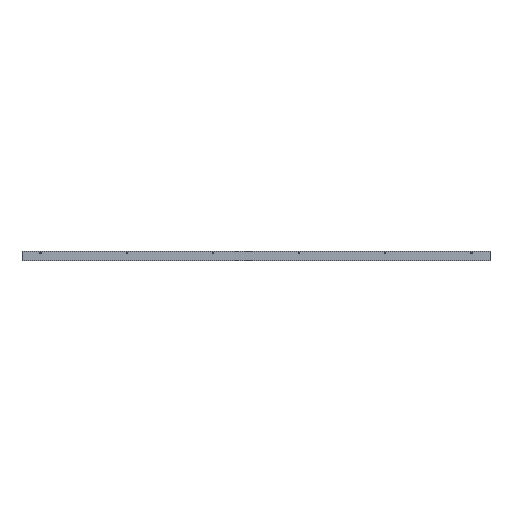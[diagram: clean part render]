
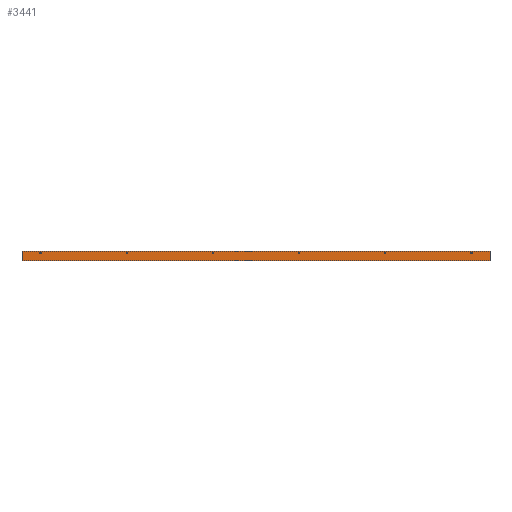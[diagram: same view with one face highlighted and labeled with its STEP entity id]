
A CAD part, left-side view. The second image highlights one B-rep face of the part: STEP entity #3441.
In plain terms, the highlighted planar face has unit normal (-1, 0, 0).
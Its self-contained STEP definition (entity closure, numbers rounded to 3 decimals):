
#27 = CARTESIAN_POINT ( 'NONE',  ( -91., 306., -3. ) ) ;
#77 = DIRECTION ( 'NONE',  ( 0., 0., 1. ) ) ;
#252 = DIRECTION ( 'NONE',  ( 0., -1., 0. ) ) ;
#270 = CARTESIAN_POINT ( 'NONE',  ( -91., 750., -15. ) ) ;
#483 = DIRECTION ( 'NONE',  ( 0., 0., 1. ) ) ;
#500 = CARTESIAN_POINT ( 'NONE',  ( -91., 0., -15. ) ) ;
#583 = CIRCLE ( 'NONE', #12256, 1.25 ) ;
#633 = DIRECTION ( 'NONE',  ( 0., 0., 1. ) ) ;
#672 = EDGE_CURVE ( 'NONE', #4217, #9542, #6455, .T. ) ;
#803 = CARTESIAN_POINT ( 'NONE',  ( -91., 30., -3. ) ) ;
#1015 = EDGE_CURVE ( 'NONE', #7862, #8147, #1959, .T. ) ;
#1450 = DIRECTION ( 'NONE',  ( -1., 0., 0. ) ) ;
#1462 = EDGE_LOOP ( 'NONE', ( #12272, #6917, #6324, #13971 ) ) ;
#1527 = VECTOR ( 'NONE', #77, 1000. ) ;
#1580 = EDGE_LOOP ( 'NONE', ( #5158, #16332 ) ) ;
#1699 = CIRCLE ( 'NONE', #14778, 1.25 ) ;
#1746 = FACE_BOUND ( 'NONE', #1580, .T. ) ;
#1821 = CARTESIAN_POINT ( 'NONE',  ( -91., 750., -15. ) ) ;
#1959 = CIRCLE ( 'NONE', #3619, 1.25 ) ;
#2003 = LINE ( 'NONE', #1821, #12963 ) ;
#2092 = CARTESIAN_POINT ( 'NONE',  ( -91., 750., 0. ) ) ;
#2104 = AXIS2_PLACEMENT_3D ( 'NONE', #27, #5134, #14467 ) ;
#2364 = CIRCLE ( 'NONE', #2104, 1.25 ) ;
#2379 = AXIS2_PLACEMENT_3D ( 'NONE', #9734, #16110, #5462 ) ;
#2592 = CARTESIAN_POINT ( 'NONE',  ( -91., 720., -1.75 ) ) ;
#2626 = VECTOR ( 'NONE', #12291, 1000. ) ;
#2702 = DIRECTION ( 'NONE',  ( 0., 0., 1. ) ) ;
#2760 = EDGE_CURVE ( 'NONE', #9542, #4217, #7945, .T. ) ;
#2861 = AXIS2_PLACEMENT_3D ( 'NONE', #6012, #3409, #633 ) ;
#2882 = FACE_BOUND ( 'NONE', #7374, .T. ) ;
#2963 = FACE_BOUND ( 'NONE', #3310, .T. ) ;
#3046 = DIRECTION ( 'NONE',  ( 1., 0., 0. ) ) ;
#3128 = VERTEX_POINT ( 'NONE', #14768 ) ;
#3176 = EDGE_CURVE ( 'NONE', #15863, #7359, #11598, .T. ) ;
#3310 = EDGE_LOOP ( 'NONE', ( #8594, #4198 ) ) ;
#3409 = DIRECTION ( 'NONE',  ( -1., 0., 0. ) ) ;
#3441 = ADVANCED_FACE ( 'NONE', ( #5478, #5559, #2882, #14634, #6778, #1746, #2963 ), #5385, .F. ) ;
#3443 = CARTESIAN_POINT ( 'NONE',  ( -91., 582., -1.75 ) ) ;
#3619 = AXIS2_PLACEMENT_3D ( 'NONE', #7909, #9221, #2702 ) ;
#4198 = ORIENTED_EDGE ( 'NONE', *, *, #4827, .F. ) ;
#4217 = VERTEX_POINT ( 'NONE', #2592 ) ;
#4264 = DIRECTION ( 'NONE',  ( 0., 0., -1. ) ) ;
#4367 = EDGE_CURVE ( 'NONE', #6916, #3128, #8075, .T. ) ;
#4587 = VERTEX_POINT ( 'NONE', #5968 ) ;
#4610 = CARTESIAN_POINT ( 'NONE',  ( -91., 168., -3. ) ) ;
#4632 = CARTESIAN_POINT ( 'NONE',  ( -91., 750., -15. ) ) ;
#4750 = EDGE_LOOP ( 'NONE', ( #4832, #11581 ) ) ;
#4827 = EDGE_CURVE ( 'NONE', #8147, #7862, #5725, .T. ) ;
#4832 = ORIENTED_EDGE ( 'NONE', *, *, #3176, .F. ) ;
#4961 = VERTEX_POINT ( 'NONE', #15023 ) ;
#5134 = DIRECTION ( 'NONE',  ( -1., 0., 0. ) ) ;
#5158 = ORIENTED_EDGE ( 'NONE', *, *, #15884, .F. ) ;
#5298 = AXIS2_PLACEMENT_3D ( 'NONE', #803, #15081, #8801 ) ;
#5385 = PLANE ( 'NONE',  #14950 ) ;
#5462 = DIRECTION ( 'NONE',  ( 0., 0., 1. ) ) ;
#5478 = FACE_BOUND ( 'NONE', #13364, .T. ) ;
#5559 = FACE_BOUND ( 'NONE', #5614, .T. ) ;
#5614 = EDGE_LOOP ( 'NONE', ( #16788, #7139 ) ) ;
#5701 = DIRECTION ( 'NONE',  ( -1., 0., 0. ) ) ;
#5725 = CIRCLE ( 'NONE', #7671, 1.25 ) ;
#5726 = DIRECTION ( 'NONE',  ( 0., -1., 0. ) ) ;
#5968 = CARTESIAN_POINT ( 'NONE',  ( -91., 168., -4.25 ) ) ;
#6012 = CARTESIAN_POINT ( 'NONE',  ( -91., 720., -3. ) ) ;
#6237 = CARTESIAN_POINT ( 'NONE',  ( -91., 306., -1.75 ) ) ;
#6324 = ORIENTED_EDGE ( 'NONE', *, *, #13789, .F. ) ;
#6455 = CIRCLE ( 'NONE', #2861, 1.25 ) ;
#6459 = CARTESIAN_POINT ( 'NONE',  ( -91., 30., -4.25 ) ) ;
#6778 = FACE_OUTER_BOUND ( 'NONE', #1462, .T. ) ;
#6889 = ORIENTED_EDGE ( 'NONE', *, *, #9516, .F. ) ;
#6916 = VERTEX_POINT ( 'NONE', #2092 ) ;
#6917 = ORIENTED_EDGE ( 'NONE', *, *, #4367, .F. ) ;
#7015 = DIRECTION ( 'NONE',  ( 0., 0., 1. ) ) ;
#7130 = VERTEX_POINT ( 'NONE', #17156 ) ;
#7139 = ORIENTED_EDGE ( 'NONE', *, *, #16393, .F. ) ;
#7310 = VERTEX_POINT ( 'NONE', #3443 ) ;
#7330 = DIRECTION ( 'NONE',  ( -1., 0., 0. ) ) ;
#7359 = VERTEX_POINT ( 'NONE', #6459 ) ;
#7374 = EDGE_LOOP ( 'NONE', ( #6889, #15575 ) ) ;
#7476 = DIRECTION ( 'NONE',  ( -1., 0., 0. ) ) ;
#7671 = AXIS2_PLACEMENT_3D ( 'NONE', #9443, #1450, #12151 ) ;
#7862 = VERTEX_POINT ( 'NONE', #8268 ) ;
#7909 = CARTESIAN_POINT ( 'NONE',  ( -91., 444., -3. ) ) ;
#7945 = CIRCLE ( 'NONE', #16605, 1.25 ) ;
#8075 = LINE ( 'NONE', #11033, #11687 ) ;
#8147 = VERTEX_POINT ( 'NONE', #11498 ) ;
#8268 = CARTESIAN_POINT ( 'NONE',  ( -91., 444., -1.75 ) ) ;
#8309 = CARTESIAN_POINT ( 'NONE',  ( -91., 30., -3. ) ) ;
#8594 = ORIENTED_EDGE ( 'NONE', *, *, #1015, .F. ) ;
#8627 = LINE ( 'NONE', #4632, #2626 ) ;
#8726 = CARTESIAN_POINT ( 'NONE',  ( -91., 306., -3. ) ) ;
#8801 = DIRECTION ( 'NONE',  ( 0., 0., 1. ) ) ;
#8931 = CIRCLE ( 'NONE', #5298, 1.25 ) ;
#9005 = CARTESIAN_POINT ( 'NONE',  ( -91., 582., -3. ) ) ;
#9158 = EDGE_CURVE ( 'NONE', #4961, #14390, #9752, .T. ) ;
#9160 = ORIENTED_EDGE ( 'NONE', *, *, #2760, .F. ) ;
#9221 = DIRECTION ( 'NONE',  ( -1., 0., 0. ) ) ;
#9380 = AXIS2_PLACEMENT_3D ( 'NONE', #9005, #11787, #17118 ) ;
#9443 = CARTESIAN_POINT ( 'NONE',  ( -91., 444., -3. ) ) ;
#9516 = EDGE_CURVE ( 'NONE', #7130, #4587, #1699, .T. ) ;
#9542 = VERTEX_POINT ( 'NONE', #10902 ) ;
#9683 = EDGE_CURVE ( 'NONE', #7359, #15863, #8931, .T. ) ;
#9734 = CARTESIAN_POINT ( 'NONE',  ( -91., 582., -3. ) ) ;
#9752 = CIRCLE ( 'NONE', #11425, 1.25 ) ;
#9982 = VERTEX_POINT ( 'NONE', #11028 ) ;
#9991 = VERTEX_POINT ( 'NONE', #500 ) ;
#10286 = EDGE_CURVE ( 'NONE', #7310, #13294, #16909, .T. ) ;
#10606 = CARTESIAN_POINT ( 'NONE',  ( -91., 0., -15. ) ) ;
#10640 = DIRECTION ( 'NONE',  ( 0., 0., 1. ) ) ;
#10902 = CARTESIAN_POINT ( 'NONE',  ( -91., 720., -4.25 ) ) ;
#11028 = CARTESIAN_POINT ( 'NONE',  ( -91., 750., -15. ) ) ;
#11033 = CARTESIAN_POINT ( 'NONE',  ( -91., 750., 0. ) ) ;
#11334 = EDGE_CURVE ( 'NONE', #4587, #7130, #583, .T. ) ;
#11425 = AXIS2_PLACEMENT_3D ( 'NONE', #8726, #7330, #13790 ) ;
#11498 = CARTESIAN_POINT ( 'NONE',  ( -91., 444., -4.25 ) ) ;
#11559 = ORIENTED_EDGE ( 'NONE', *, *, #672, .F. ) ;
#11581 = ORIENTED_EDGE ( 'NONE', *, *, #9683, .F. ) ;
#11598 = CIRCLE ( 'NONE', #12713, 1.25 ) ;
#11687 = VECTOR ( 'NONE', #252, 1000. ) ;
#11787 = DIRECTION ( 'NONE',  ( -1., 0., 0. ) ) ;
#11849 = CARTESIAN_POINT ( 'NONE',  ( -91., 30., -1.75 ) ) ;
#12151 = DIRECTION ( 'NONE',  ( 0., 0., 1. ) ) ;
#12256 = AXIS2_PLACEMENT_3D ( 'NONE', #4610, #7476, #13749 ) ;
#12272 = ORIENTED_EDGE ( 'NONE', *, *, #14545, .T. ) ;
#12291 = DIRECTION ( 'NONE',  ( 0., 0., 1. ) ) ;
#12713 = AXIS2_PLACEMENT_3D ( 'NONE', #8309, #16600, #483 ) ;
#12963 = VECTOR ( 'NONE', #5726, 1000. ) ;
#13128 = LINE ( 'NONE', #10606, #1527 ) ;
#13294 = VERTEX_POINT ( 'NONE', #13535 ) ;
#13364 = EDGE_LOOP ( 'NONE', ( #11559, #9160 ) ) ;
#13535 = CARTESIAN_POINT ( 'NONE',  ( -91., 582., -4.25 ) ) ;
#13749 = DIRECTION ( 'NONE',  ( 0., 0., 1. ) ) ;
#13789 = EDGE_CURVE ( 'NONE', #9982, #6916, #8627, .T. ) ;
#13790 = DIRECTION ( 'NONE',  ( 0., 0., 1. ) ) ;
#13823 = CARTESIAN_POINT ( 'NONE',  ( -91., 720., -3. ) ) ;
#13971 = ORIENTED_EDGE ( 'NONE', *, *, #15494, .T. ) ;
#14390 = VERTEX_POINT ( 'NONE', #6237 ) ;
#14467 = DIRECTION ( 'NONE',  ( 0., 0., 1. ) ) ;
#14545 = EDGE_CURVE ( 'NONE', #9991, #3128, #13128, .T. ) ;
#14634 = FACE_BOUND ( 'NONE', #4750, .T. ) ;
#14735 = DIRECTION ( 'NONE',  ( -1., 0., 0. ) ) ;
#14768 = CARTESIAN_POINT ( 'NONE',  ( -91., 0., 0. ) ) ;
#14778 = AXIS2_PLACEMENT_3D ( 'NONE', #16299, #14735, #10640 ) ;
#14950 = AXIS2_PLACEMENT_3D ( 'NONE', #270, #3046, #4264 ) ;
#15023 = CARTESIAN_POINT ( 'NONE',  ( -91., 306., -4.25 ) ) ;
#15081 = DIRECTION ( 'NONE',  ( -1., 0., 0. ) ) ;
#15494 = EDGE_CURVE ( 'NONE', #9982, #9991, #2003, .T. ) ;
#15575 = ORIENTED_EDGE ( 'NONE', *, *, #11334, .F. ) ;
#15863 = VERTEX_POINT ( 'NONE', #11849 ) ;
#15884 = EDGE_CURVE ( 'NONE', #14390, #4961, #2364, .T. ) ;
#16110 = DIRECTION ( 'NONE',  ( -1., 0., 0. ) ) ;
#16299 = CARTESIAN_POINT ( 'NONE',  ( -91., 168., -3. ) ) ;
#16332 = ORIENTED_EDGE ( 'NONE', *, *, #9158, .F. ) ;
#16393 = EDGE_CURVE ( 'NONE', #13294, #7310, #17133, .T. ) ;
#16600 = DIRECTION ( 'NONE',  ( -1., 0., 0. ) ) ;
#16605 = AXIS2_PLACEMENT_3D ( 'NONE', #13823, #5701, #7015 ) ;
#16788 = ORIENTED_EDGE ( 'NONE', *, *, #10286, .F. ) ;
#16909 = CIRCLE ( 'NONE', #9380, 1.25 ) ;
#17118 = DIRECTION ( 'NONE',  ( 0., 0., 1. ) ) ;
#17133 = CIRCLE ( 'NONE', #2379, 1.25 ) ;
#17156 = CARTESIAN_POINT ( 'NONE',  ( -91., 168., -1.75 ) ) ;
